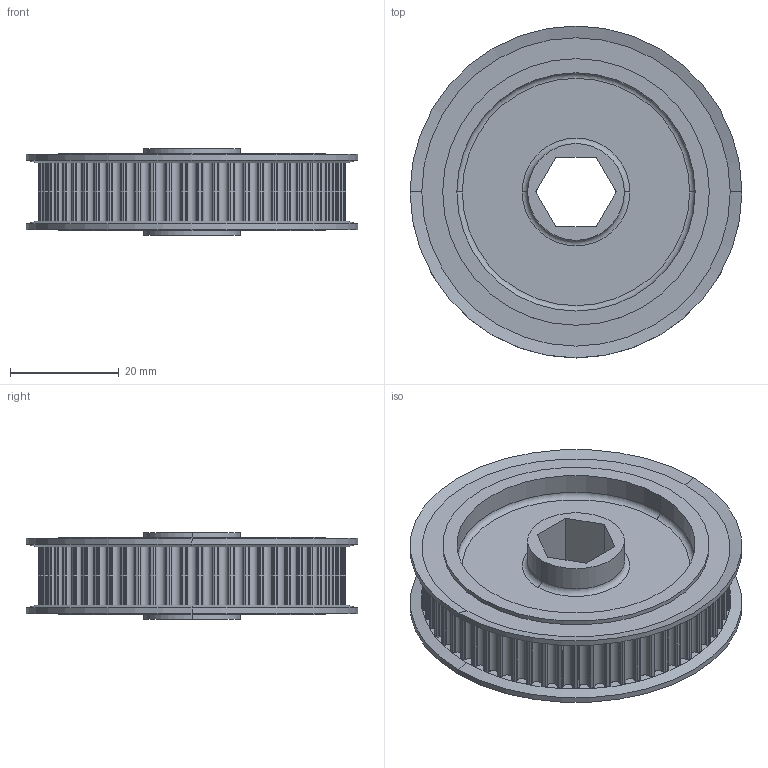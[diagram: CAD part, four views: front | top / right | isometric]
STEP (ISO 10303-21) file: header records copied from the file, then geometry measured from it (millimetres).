
FILE_DESCRIPTION (( 'STEP AP214' ), '1' );
FILE_NAME ('WCP-0665 Rev1.step', '2022-11-23T00:57:45', ( '' ), ( '' ), 'SwSTEP 2.0', 'SolidWorks 2020', '' );
FILE_SCHEMA (( 'AUTOMOTIVE_DESIGN' ));
Length unit declared in the file: inch
Products named in the file (1): WCP-0665 Rev1
Bounding box: 61 x 61 x 15.88 mm (x, y, z)
Volume: 20662.4 mm3; surface area: 15244.6 mm2
Topology: 3 solids, 3 shells, 469 faces, 1355 edges, 898 vertices
Faces by surface type: cylinder 315, plane 138, cone 8, torus 8
Entity records: 15789 total; most frequent: DIRECTION 2949, CARTESIAN_POINT 2723, ORIENTED_EDGE 2710, EDGE_CURVE 1355, AXIS2_PLACEMENT_3D 1124, VERTEX_POINT 898, LINE 701, VECTOR 701
